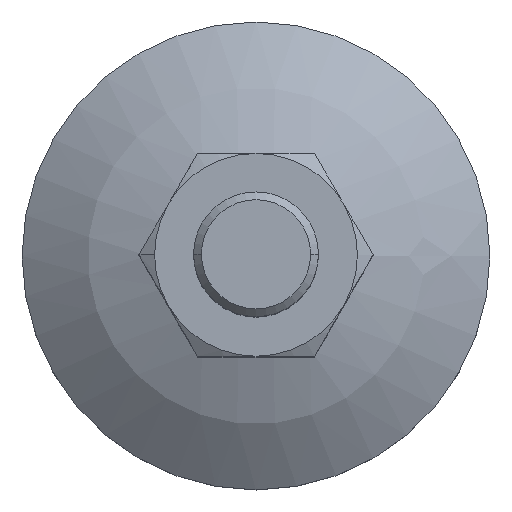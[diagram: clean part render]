
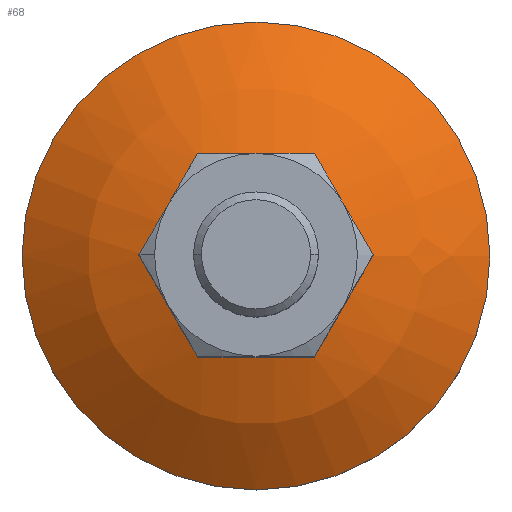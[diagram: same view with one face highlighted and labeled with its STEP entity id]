
A CAD part, top view. The second image highlights one B-rep face of the part: STEP entity #68.
In plain terms, the highlighted spherical face has radius 23.739 mm.
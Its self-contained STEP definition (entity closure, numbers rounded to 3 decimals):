
#7 = CARTESIAN_POINT ( 'NONE',  ( 0., -6., 8.578 ) ) ;
#18 = CARTESIAN_POINT ( 'NONE',  ( 6.732, 0.341, 8.366 ) ) ;
#29 = EDGE_CURVE ( 'NONE', #607, #1931, #736, .T. ) ;
#68 = ADVANCED_FACE ( 'NONE', ( #1944, #1426 ), #2327, .T. ) ;
#88 = CARTESIAN_POINT ( 'NONE',  ( -3.062, 6., 8.367 ) ) ;
#117 = EDGE_LOOP ( 'NONE', ( #1065, #2171, #2095, #543, #1337, #1869 ) ) ;
#153 = VERTEX_POINT ( 'NONE', #177 ) ;
#177 = CARTESIAN_POINT ( 'NONE',  ( -3.464, -6., 8.306 ) ) ;
#231 = CARTESIAN_POINT ( 'NONE',  ( -6.351, 1., 8.462 ) ) ;
#248 = EDGE_CURVE ( 'NONE', #1732, #1073, #347, .T. ) ;
#260 = CARTESIAN_POINT ( 'NONE',  ( 2.269, 6., 8.466 ) ) ;
#270 = CARTESIAN_POINT ( 'NONE',  ( 0., 6., 8.578 ) ) ;
#334 = CARTESIAN_POINT ( 'NONE',  ( -3.656, 5.668, 8.364 ) ) ;
#341 = CARTESIAN_POINT ( 'NONE',  ( -1.129, -6., 8.55 ) ) ;
#347 = CIRCLE ( 'NONE', #2088, 15. ) ;
#350 = CARTESIAN_POINT ( 'NONE',  ( -2.269, -6., 8.466 ) ) ;
#387 = CARTESIAN_POINT ( 'NONE',  ( 3.464, 6., 8.306 ) ) ;
#413 = CARTESIAN_POINT ( 'NONE',  ( -5.772, 2.003, 8.55 ) ) ;
#432 = VERTEX_POINT ( 'NONE', #1557 ) ;
#437 = CARTESIAN_POINT ( 'NONE',  ( -4.628, -3.984, 8.55 ) ) ;
#458 = CARTESIAN_POINT ( 'NONE',  ( 6.351, -1., 8.462 ) ) ;
#463 = ORIENTED_EDGE ( 'NONE', *, *, #248, .F. ) ;
#478 = DIRECTION ( 'NONE',  ( 1., 0., 0. ) ) ;
#488 = EDGE_LOOP ( 'NONE', ( #1369, #463 ) ) ;
#510 = CARTESIAN_POINT ( 'NONE',  ( 3.464, -6., 8.306 ) ) ;
#526 = EDGE_CURVE ( 'NONE', #1073, #1732, #628, .T. ) ;
#532 = CARTESIAN_POINT ( 'NONE',  ( 1.129, -6., 8.55 ) ) ;
#543 = ORIENTED_EDGE ( 'NONE', *, *, #1068, .T. ) ;
#589 = EDGE_CURVE ( 'NONE', #153, #607, #1770, .T. ) ;
#607 = VERTEX_POINT ( 'NONE', #830 ) ;
#611 = CARTESIAN_POINT ( 'NONE',  ( -5.194, 3.004, 8.578 ) ) ;
#621 = CARTESIAN_POINT ( 'NONE',  ( -6.341, -1.017, 8.464 ) ) ;
#628 = CIRCLE ( 'NONE', #1637, 15. ) ;
#643 = EDGE_CURVE ( 'NONE', #1825, #432, #1838, .T. ) ;
#644 = CARTESIAN_POINT ( 'NONE',  ( 5.772, -2.003, 8.55 ) ) ;
#646 = CARTESIAN_POINT ( 'NONE',  ( 0., 0., -14.4 ) ) ;
#648 = CARTESIAN_POINT ( 'NONE',  ( 5.194, -3.004, 8.578 ) ) ;
#707 = CARTESIAN_POINT ( 'NONE',  ( 6.928, 0., 8.306 ) ) ;
#736 = B_SPLINE_CURVE_WITH_KNOTS ( 'NONE', 3,
 ( #792, #762, #231, #413, #611, #1509, #1023, #334, #1391 ),
 .UNSPECIFIED., .F., .F.,
 ( 4, 1, 1, 1, 1, 1, 4 ),
 ( 0., 0.167, 0.333, 0.5, 0.667, 0.833, 1. ),
 .UNSPECIFIED. ) ;
#750 = CARTESIAN_POINT ( 'NONE',  ( 6.341, 1.017, 8.464 ) ) ;
#762 = CARTESIAN_POINT ( 'NONE',  ( -6.736, 0.333, 8.365 ) ) ;
#792 = CARTESIAN_POINT ( 'NONE',  ( -6.928, 0., 8.306 ) ) ;
#830 = CARTESIAN_POINT ( 'NONE',  ( -6.928, 0., 8.306 ) ) ;
#878 = B_SPLINE_CURVE_WITH_KNOTS ( 'NONE', 3,
 ( #1849, #1107, #2038, #2005, #949, #1282, #750, #18, #911 ),
 .UNSPECIFIED., .F., .F.,
 ( 4, 1, 1, 1, 1, 1, 4 ),
 ( 0., 0.167, 0.333, 0.5, 0.667, 0.833, 1. ),
 .UNSPECIFIED. ) ;
#901 = CARTESIAN_POINT ( 'NONE',  ( -3.464, -6., 8.306 ) ) ;
#911 = CARTESIAN_POINT ( 'NONE',  ( 6.928, 0., 8.306 ) ) ;
#949 = CARTESIAN_POINT ( 'NONE',  ( 5.197, 2.999, 8.578 ) ) ;
#975 = CARTESIAN_POINT ( 'NONE',  ( -3.661, -5.659, 8.366 ) ) ;
#993 = CARTESIAN_POINT ( 'NONE',  ( -6.732, -0.341, 8.366 ) ) ;
#1007 = CARTESIAN_POINT ( 'NONE',  ( -1.129, 6., 8.55 ) ) ;
#1015 = CARTESIAN_POINT ( 'NONE',  ( -3.464, 6., 8.306 ) ) ;
#1023 = CARTESIAN_POINT ( 'NONE',  ( -4.039, 5.004, 8.462 ) ) ;
#1033 = CARTESIAN_POINT ( 'NONE',  ( 4.039, -5.004, 8.462 ) ) ;
#1050 = DIRECTION ( 'NONE',  ( 0., 0., 1. ) ) ;
#1065 = ORIENTED_EDGE ( 'NONE', *, *, #589, .T. ) ;
#1068 = EDGE_CURVE ( 'NONE', #2302, #1825, #878, .T. ) ;
#1073 = VERTEX_POINT ( 'NONE', #2179 ) ;
#1107 = CARTESIAN_POINT ( 'NONE',  ( 3.661, 5.659, 8.366 ) ) ;
#1161 = CARTESIAN_POINT ( 'NONE',  ( -6.928, 0., 8.306 ) ) ;
#1179 = CARTESIAN_POINT ( 'NONE',  ( 0., 0., 4. ) ) ;
#1188 = CARTESIAN_POINT ( 'NONE',  ( 3.464, -6., 8.306 ) ) ;
#1191 = AXIS2_PLACEMENT_3D ( 'NONE', #646, #1050, #478 ) ;
#1248 = CARTESIAN_POINT ( 'NONE',  ( 2.269, -6., 8.466 ) ) ;
#1276 = CARTESIAN_POINT ( 'NONE',  ( -3.464, 6., 8.306 ) ) ;
#1282 = CARTESIAN_POINT ( 'NONE',  ( 5.766, 2.013, 8.55 ) ) ;
#1302 = DIRECTION ( 'NONE',  ( 1., 0., 0. ) ) ;
#1337 = ORIENTED_EDGE ( 'NONE', *, *, #643, .T. ) ;
#1345 = CARTESIAN_POINT ( 'NONE',  ( 1.129, 6., 8.55 ) ) ;
#1355 = DIRECTION ( 'NONE',  ( 1., 0., 0. ) ) ;
#1365 = EDGE_CURVE ( 'NONE', #1931, #2302, #1691, .T. ) ;
#1369 = ORIENTED_EDGE ( 'NONE', *, *, #526, .F. ) ;
#1391 = CARTESIAN_POINT ( 'NONE',  ( -3.464, 6., 8.306 ) ) ;
#1395 = CARTESIAN_POINT ( 'NONE',  ( 6.736, -0.333, 8.365 ) ) ;
#1426 = FACE_OUTER_BOUND ( 'NONE', #488, .T. ) ;
#1509 = CARTESIAN_POINT ( 'NONE',  ( -4.617, 4.003, 8.549 ) ) ;
#1518 = CARTESIAN_POINT ( 'NONE',  ( -3.464, -6., 8.306 ) ) ;
#1536 = DIRECTION ( 'NONE',  ( 0., 0., -1. ) ) ;
#1542 = CARTESIAN_POINT ( 'NONE',  ( 3.062, 6., 8.367 ) ) ;
#1554 = CARTESIAN_POINT ( 'NONE',  ( 6.928, 0., 8.306 ) ) ;
#1557 = CARTESIAN_POINT ( 'NONE',  ( 3.464, -6., 8.306 ) ) ;
#1637 = AXIS2_PLACEMENT_3D ( 'NONE', #1179, #1536, #1355 ) ;
#1691 = B_SPLINE_CURVE_WITH_KNOTS ( 'NONE', 3,
 ( #1015, #88, #2081, #1007, #270, #1345, #260, #1542, #1903 ),
 .UNSPECIFIED., .F., .F.,
 ( 4, 1, 1, 1, 1, 1, 4 ),
 ( 0., 0.167, 0.333, 0.5, 0.667, 0.833, 1. ),
 .UNSPECIFIED. ) ;
#1721 = CARTESIAN_POINT ( 'NONE',  ( -5.197, -2.999, 8.578 ) ) ;
#1732 = VERTEX_POINT ( 'NONE', #2156 ) ;
#1770 = B_SPLINE_CURVE_WITH_KNOTS ( 'NONE', 3,
 ( #1518, #975, #1895, #437, #1721, #2048, #621, #993, #1161 ),
 .UNSPECIFIED., .F., .F.,
 ( 4, 1, 1, 1, 1, 1, 4 ),
 ( 0., 0.167, 0.333, 0.5, 0.667, 0.833, 1. ),
 .UNSPECIFIED. ) ;
#1825 = VERTEX_POINT ( 'NONE', #707 ) ;
#1833 = DIRECTION ( 'NONE',  ( 0., 0., -1. ) ) ;
#1838 = B_SPLINE_CURVE_WITH_KNOTS ( 'NONE', 3,
 ( #1554, #1395, #458, #644, #648, #2127, #1033, #1916, #1188 ),
 .UNSPECIFIED., .F., .F.,
 ( 4, 1, 1, 1, 1, 1, 4 ),
 ( 0., 0.167, 0.333, 0.5, 0.667, 0.833, 1. ),
 .UNSPECIFIED. ) ;
#1849 = CARTESIAN_POINT ( 'NONE',  ( 3.464, 6., 8.306 ) ) ;
#1869 = ORIENTED_EDGE ( 'NONE', *, *, #2063, .T. ) ;
#1895 = CARTESIAN_POINT ( 'NONE',  ( -4.052, -4.981, 8.464 ) ) ;
#1903 = CARTESIAN_POINT ( 'NONE',  ( 3.464, 6., 8.306 ) ) ;
#1916 = CARTESIAN_POINT ( 'NONE',  ( 3.656, -5.668, 8.364 ) ) ;
#1931 = VERTEX_POINT ( 'NONE', #1276 ) ;
#1944 = FACE_BOUND ( 'NONE', #117, .T. ) ;
#1989 = CARTESIAN_POINT ( 'NONE',  ( -3.062, -6., 8.367 ) ) ;
#2005 = CARTESIAN_POINT ( 'NONE',  ( 4.628, 3.984, 8.55 ) ) ;
#2038 = CARTESIAN_POINT ( 'NONE',  ( 4.052, 4.981, 8.464 ) ) ;
#2048 = CARTESIAN_POINT ( 'NONE',  ( -5.766, -2.013, 8.55 ) ) ;
#2063 = EDGE_CURVE ( 'NONE', #432, #153, #2084, .T. ) ;
#2081 = CARTESIAN_POINT ( 'NONE',  ( -2.269, 6., 8.466 ) ) ;
#2084 = B_SPLINE_CURVE_WITH_KNOTS ( 'NONE', 3,
 ( #510, #2323, #1248, #532, #7, #341, #350, #1989, #901 ),
 .UNSPECIFIED., .F., .F.,
 ( 4, 1, 1, 1, 1, 1, 4 ),
 ( 0., 0.167, 0.333, 0.5, 0.667, 0.833, 1. ),
 .UNSPECIFIED. ) ;
#2088 = AXIS2_PLACEMENT_3D ( 'NONE', #2205, #1833, #1302 ) ;
#2095 = ORIENTED_EDGE ( 'NONE', *, *, #1365, .T. ) ;
#2127 = CARTESIAN_POINT ( 'NONE',  ( 4.617, -4.003, 8.549 ) ) ;
#2156 = CARTESIAN_POINT ( 'NONE',  ( 15., 0., 4. ) ) ;
#2171 = ORIENTED_EDGE ( 'NONE', *, *, #29, .T. ) ;
#2179 = CARTESIAN_POINT ( 'NONE',  ( -15., 0., 4. ) ) ;
#2205 = CARTESIAN_POINT ( 'NONE',  ( 0., 0., 4. ) ) ;
#2302 = VERTEX_POINT ( 'NONE', #387 ) ;
#2323 = CARTESIAN_POINT ( 'NONE',  ( 3.062, -6., 8.367 ) ) ;
#2327 = SPHERICAL_SURFACE ( 'NONE', #1191, 23.739 ) ;
